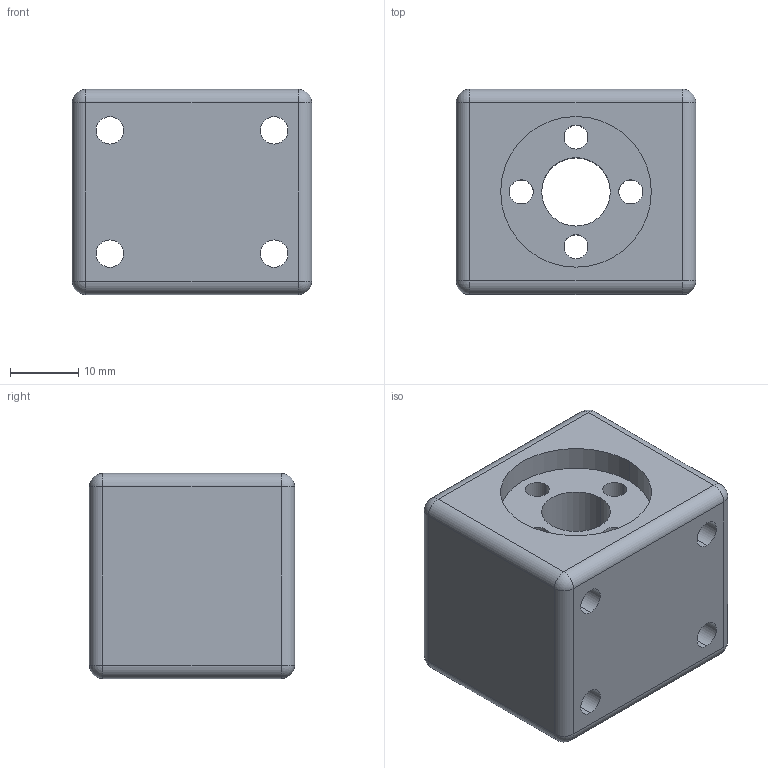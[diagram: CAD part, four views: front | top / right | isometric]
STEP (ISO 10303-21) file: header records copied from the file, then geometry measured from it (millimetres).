
FILE_DESCRIPTION (( 'STEP AP203' ), '1' );
FILE_NAME ('CamisaTuercaHusillo.STEP', '2023-08-25T17:22:59', ( '' ), ( '' ), 'SwSTEP 2.0', 'SolidWorks 2023', '' );
FILE_SCHEMA (( 'CONFIG_CONTROL_DESIGN' ));
Length unit declared in the file: millimetre
Products named in the file (1): CamisaTuercaHusillo
Bounding box: 35 x 30 x 30 mm (x, y, z)
Volume: 25244.9 mm3; surface area: 9082.6 mm2
Topology: 1 solids, 1 shells, 47 faces, 116 edges, 64 vertices
Faces by surface type: cylinder 32, sphere 8, plane 7
Entity records: 1447 total; most frequent: DIRECTION 268, CARTESIAN_POINT 220, ORIENTED_EDGE 216, AXIS2_PLACEMENT_3D 112, EDGE_CURVE 108, EDGE_LOOP 66, VERTEX_POINT 64, CIRCLE 64
